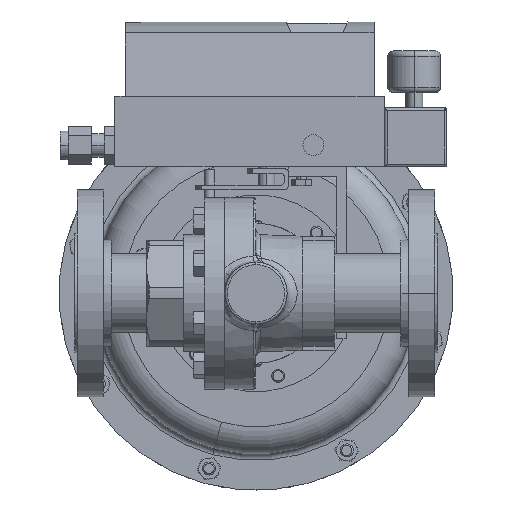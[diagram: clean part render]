
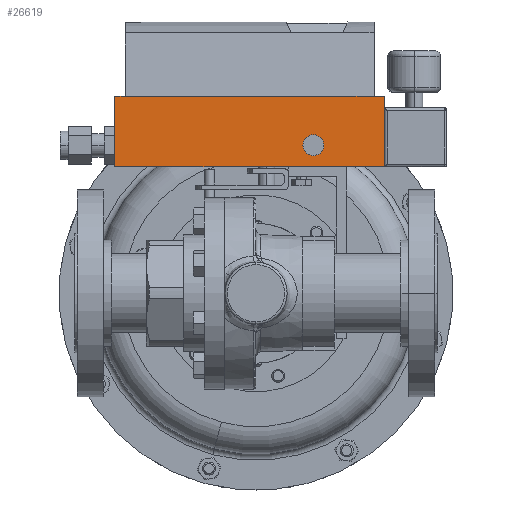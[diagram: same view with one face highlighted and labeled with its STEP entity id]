
A CAD part, front view. The second image highlights one B-rep face of the part: STEP entity #26619.
In plain terms, the highlighted planar face has unit normal (0, -1, 0).
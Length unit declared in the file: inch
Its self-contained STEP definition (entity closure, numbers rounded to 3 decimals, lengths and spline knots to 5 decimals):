
#939 = FACE_BOUND ( 'NONE', #33561, .T. ) ;
#1283 = CARTESIAN_POINT ( 'NONE',  ( -3.15402, 3.13656, 4.74881 ) ) ;
#1307 = VERTEX_POINT ( 'NONE', #9973 ) ;
#1342 = CARTESIAN_POINT ( 'NONE',  ( 2.84598, 3.13656, 4.74881 ) ) ;
#1593 = ORIENTED_EDGE ( 'NONE', *, *, #31657, .F. ) ;
#2249 = DIRECTION ( 'NONE',  ( 1., 0., 0. ) ) ;
#2341 = CIRCLE ( 'NONE', #26425, 0.25157 ) ;
#3305 = ORIENTED_EDGE ( 'NONE', *, *, #7067, .F. ) ;
#3973 = CARTESIAN_POINT ( 'NONE',  ( 3.09598, 3.13656, 6.05485 ) ) ;
#4304 = VECTOR ( 'NONE', #26312, 39.37008 ) ;
#4663 = DIRECTION ( 'NONE',  ( 0., 0., 1. ) ) ;
#4896 = CARTESIAN_POINT ( 'NONE',  ( 3.09598, 3.13656, 3.04884 ) ) ;
#5325 = CARTESIAN_POINT ( 'NONE',  ( 2.84598, 3.13656, 3.04884 ) ) ;
#5621 = ORIENTED_EDGE ( 'NONE', *, *, #13016, .F. ) ;
#5627 = DIRECTION ( 'NONE',  ( 0., 0., 1. ) ) ;
#6356 = VERTEX_POINT ( 'NONE', #10468 ) ;
#6607 = DIRECTION ( 'NONE',  ( 0., 0., 1. ) ) ;
#6695 = LINE ( 'NONE', #1342, #35378 ) ;
#6856 = VERTEX_POINT ( 'NONE', #22280 ) ;
#7067 = EDGE_CURVE ( 'NONE', #14898, #13320, #11637, .T. ) ;
#7089 = EDGE_CURVE ( 'NONE', #6356, #1307, #12533, .T. ) ;
#7494 = VECTOR ( 'NONE', #5627, 39.37008 ) ;
#8247 = DIRECTION ( 'NONE',  ( 1., 0., 0. ) ) ;
#9170 = VECTOR ( 'NONE', #2249, 39.37008 ) ;
#9818 = ORIENTED_EDGE ( 'NONE', *, *, #33792, .T. ) ;
#9973 = CARTESIAN_POINT ( 'NONE',  ( -3.40402, 3.13656, 4.74881 ) ) ;
#10008 = CARTESIAN_POINT ( 'NONE',  ( 1.38424, 3.13656, 3.56992 ) ) ;
#10468 = CARTESIAN_POINT ( 'NONE',  ( -3.40402, 3.13656, 3.04884 ) ) ;
#11334 = CARTESIAN_POINT ( 'NONE',  ( -3.15402, 3.13656, 4.74881 ) ) ;
#11637 = LINE ( 'NONE', #1283, #4304 ) ;
#12533 = LINE ( 'NONE', #23610, #26483 ) ;
#12692 = ORIENTED_EDGE ( 'NONE', *, *, #7089, .F. ) ;
#12771 = DIRECTION ( 'NONE',  ( 0., 0., -1. ) ) ;
#12916 = ORIENTED_EDGE ( 'NONE', *, *, #32683, .F. ) ;
#13016 = EDGE_CURVE ( 'NONE', #23077, #6856, #19010, .T. ) ;
#13320 = VERTEX_POINT ( 'NONE', #17144 ) ;
#13683 = DIRECTION ( 'NONE',  ( 0., 0., -1. ) ) ;
#14073 = DIRECTION ( 'NONE',  ( 0., -1., 0. ) ) ;
#14898 = VERTEX_POINT ( 'NONE', #11334 ) ;
#15691 = FACE_OUTER_BOUND ( 'NONE', #16136, .T. ) ;
#15702 = CARTESIAN_POINT ( 'NONE',  ( 3.09598, 3.13656, 4.74881 ) ) ;
#15912 = ORIENTED_EDGE ( 'NONE', *, *, #23316, .T. ) ;
#16050 = CARTESIAN_POINT ( 'NONE',  ( -3.40402, 3.13656, 4.74881 ) ) ;
#16136 = EDGE_LOOP ( 'NONE', ( #15912, #9818, #1593, #3305, #21693, #12692, #34970 ) ) ;
#17144 = CARTESIAN_POINT ( 'NONE',  ( 2.84598, 3.13656, 4.74881 ) ) ;
#18286 = LINE ( 'NONE', #16050, #9170 ) ;
#19010 = CIRCLE ( 'NONE', #20805, 0.25157 ) ;
#20805 = AXIS2_PLACEMENT_3D ( 'NONE', #10008, #29430, #12771 ) ;
#21502 = VERTEX_POINT ( 'NONE', #15702 ) ;
#21693 = ORIENTED_EDGE ( 'NONE', *, *, #27118, .F. ) ;
#22095 = CARTESIAN_POINT ( 'NONE',  ( 2.84598, 3.13656, 3.04884 ) ) ;
#22280 = CARTESIAN_POINT ( 'NONE',  ( 1.38424, 3.13656, 3.31835 ) ) ;
#23077 = VERTEX_POINT ( 'NONE', #27320 ) ;
#23316 = EDGE_CURVE ( 'NONE', #23464, #35856, #32410, .T. ) ;
#23464 = VERTEX_POINT ( 'NONE', #4896 ) ;
#23610 = CARTESIAN_POINT ( 'NONE',  ( -3.40402, 3.13656, 3.04884 ) ) ;
#24518 = VECTOR ( 'NONE', #8247, 39.37008 ) ;
#25197 = CARTESIAN_POINT ( 'NONE',  ( 3.09598, 3.13656, 3.04884 ) ) ;
#25726 = AXIS2_PLACEMENT_3D ( 'NONE', #5325, #30338, #13683 ) ;
#26312 = DIRECTION ( 'NONE',  ( 1., 0., 0. ) ) ;
#26382 = DIRECTION ( 'NONE',  ( 1., 0., 0. ) ) ;
#26425 = AXIS2_PLACEMENT_3D ( 'NONE', #30703, #14073, #33519 ) ;
#26483 = VECTOR ( 'NONE', #4663, 39.37008 ) ;
#26619 = ADVANCED_FACE ( 'NONE', ( #15691, #939 ), #27569, .F. ) ;
#27118 = EDGE_CURVE ( 'NONE', #1307, #14898, #18286, .T. ) ;
#27320 = CARTESIAN_POINT ( 'NONE',  ( 1.38424, 3.13656, 3.82149 ) ) ;
#27569 = PLANE ( 'NONE',  #25726 ) ;
#27659 = CARTESIAN_POINT ( 'NONE',  ( 3.09598, 3.13656, 4.46625 ) ) ;
#28796 = LINE ( 'NONE', #25197, #7494 ) ;
#29430 = DIRECTION ( 'NONE',  ( 0., -1., 0. ) ) ;
#30338 = DIRECTION ( 'NONE',  ( 0., 1., 0. ) ) ;
#30703 = CARTESIAN_POINT ( 'NONE',  ( 1.38424, 3.13656, 3.56992 ) ) ;
#31657 = EDGE_CURVE ( 'NONE', #13320, #21502, #6695, .T. ) ;
#32410 = LINE ( 'NONE', #3973, #34156 ) ;
#32642 = EDGE_CURVE ( 'NONE', #6356, #23464, #32757, .T. ) ;
#32683 = EDGE_CURVE ( 'NONE', #6856, #23077, #2341, .T. ) ;
#32757 = LINE ( 'NONE', #22095, #24518 ) ;
#33519 = DIRECTION ( 'NONE',  ( 0., 0., -1. ) ) ;
#33561 = EDGE_LOOP ( 'NONE', ( #12916, #5621 ) ) ;
#33792 = EDGE_CURVE ( 'NONE', #35856, #21502, #28796, .T. ) ;
#34156 = VECTOR ( 'NONE', #6607, 39.37008 ) ;
#34970 = ORIENTED_EDGE ( 'NONE', *, *, #32642, .T. ) ;
#35378 = VECTOR ( 'NONE', #26382, 39.37008 ) ;
#35856 = VERTEX_POINT ( 'NONE', #27659 ) ;
